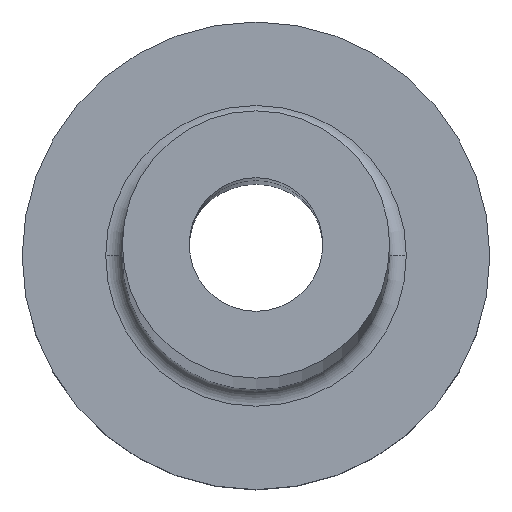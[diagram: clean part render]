
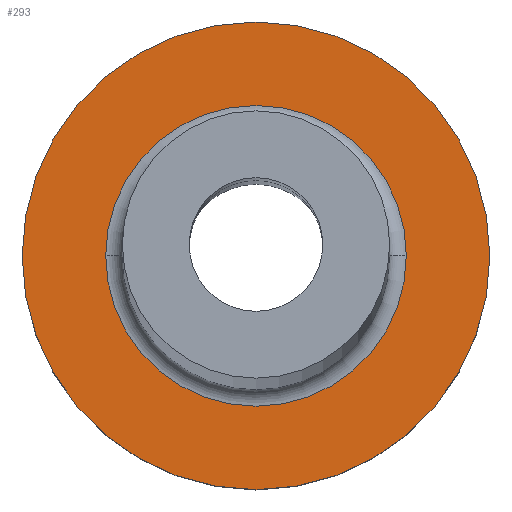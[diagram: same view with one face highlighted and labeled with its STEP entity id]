
A CAD part, top view. The second image highlights one B-rep face of the part: STEP entity #293.
In plain terms, the highlighted planar face has unit normal (0, 0, 1).
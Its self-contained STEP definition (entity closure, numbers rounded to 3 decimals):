
#30 = EDGE_CURVE ( 'NONE', #205, #399, #323, .T. ) ;
#35 = DIRECTION ( 'NONE',  ( 1., 0., 0. ) ) ;
#67 = CARTESIAN_POINT ( 'NONE',  ( 0., 0., 5. ) ) ;
#81 = EDGE_LOOP ( 'NONE', ( #202, #461 ) ) ;
#86 = EDGE_LOOP ( 'NONE', ( #115, #370 ) ) ;
#93 = EDGE_CURVE ( 'NONE', #428, #336, #214, .T. ) ;
#101 = FACE_OUTER_BOUND ( 'NONE', #81, .T. ) ;
#103 = AXIS2_PLACEMENT_3D ( 'NONE', #192, #343, #123 ) ;
#109 = CIRCLE ( 'NONE', #382, 7. ) ;
#115 = ORIENTED_EDGE ( 'NONE', *, *, #269, .T. ) ;
#121 = CARTESIAN_POINT ( 'NONE',  ( 0., 0., 5. ) ) ;
#123 = DIRECTION ( 'NONE',  ( 1., 0., 0. ) ) ;
#124 = DIRECTION ( 'NONE',  ( 1., 0., 0. ) ) ;
#129 = CARTESIAN_POINT ( 'NONE',  ( 0., 0., 5. ) ) ;
#131 = CARTESIAN_POINT ( 'NONE',  ( 0., 0., 5. ) ) ;
#144 = AXIS2_PLACEMENT_3D ( 'NONE', #67, #210, #35 ) ;
#159 = AXIS2_PLACEMENT_3D ( 'NONE', #121, #163, #124 ) ;
#163 = DIRECTION ( 'NONE',  ( 0., 0., -1. ) ) ;
#170 = FACE_BOUND ( 'NONE', #86, .T. ) ;
#183 = CARTESIAN_POINT ( 'NONE',  ( 4.5, 0., 5. ) ) ;
#192 = CARTESIAN_POINT ( 'NONE',  ( 0., 0., 5. ) ) ;
#194 = EDGE_CURVE ( 'NONE', #399, #205, #109, .T. ) ;
#202 = ORIENTED_EDGE ( 'NONE', *, *, #194, .T. ) ;
#205 = VERTEX_POINT ( 'NONE', #309 ) ;
#210 = DIRECTION ( 'NONE',  ( 0., 0., 1. ) ) ;
#214 = CIRCLE ( 'NONE', #159, 4.5 ) ;
#248 = AXIS2_PLACEMENT_3D ( 'NONE', #129, #460, #273 ) ;
#269 = EDGE_CURVE ( 'NONE', #336, #428, #350, .T. ) ;
#273 = DIRECTION ( 'NONE',  ( 1., 0., 0. ) ) ;
#283 = CARTESIAN_POINT ( 'NONE',  ( -4.5, 0., 5. ) ) ;
#293 = ADVANCED_FACE ( 'NONE', ( #170, #101 ), #352, .T. ) ;
#309 = CARTESIAN_POINT ( 'NONE',  ( 7., 0., 5. ) ) ;
#320 = DIRECTION ( 'NONE',  ( 1., 0., 0. ) ) ;
#323 = CIRCLE ( 'NONE', #103, 7. ) ;
#332 = CARTESIAN_POINT ( 'NONE',  ( -7., 0., 5. ) ) ;
#336 = VERTEX_POINT ( 'NONE', #183 ) ;
#343 = DIRECTION ( 'NONE',  ( 0., 0., 1. ) ) ;
#350 = CIRCLE ( 'NONE', #248, 4.5 ) ;
#352 = PLANE ( 'NONE',  #144 ) ;
#355 = DIRECTION ( 'NONE',  ( 0., 0., 1. ) ) ;
#370 = ORIENTED_EDGE ( 'NONE', *, *, #93, .T. ) ;
#382 = AXIS2_PLACEMENT_3D ( 'NONE', #131, #355, #320 ) ;
#399 = VERTEX_POINT ( 'NONE', #332 ) ;
#428 = VERTEX_POINT ( 'NONE', #283 ) ;
#460 = DIRECTION ( 'NONE',  ( 0., 0., -1. ) ) ;
#461 = ORIENTED_EDGE ( 'NONE', *, *, #30, .T. ) ;
